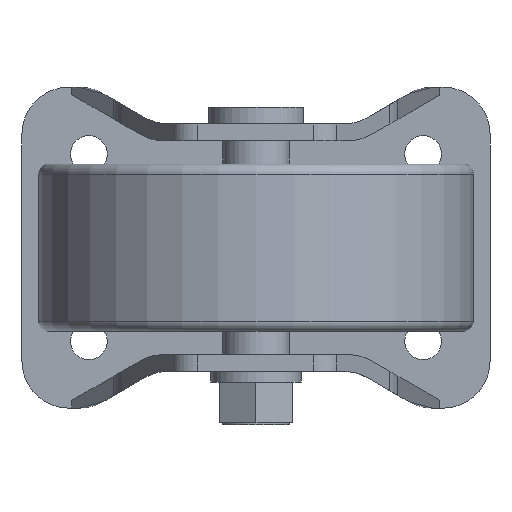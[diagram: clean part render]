
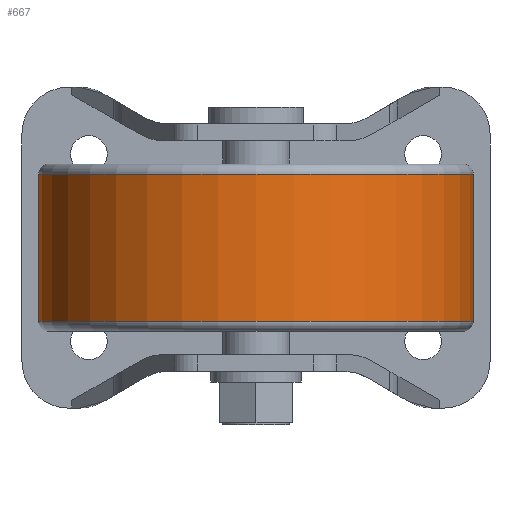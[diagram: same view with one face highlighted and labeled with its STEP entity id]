
A CAD part, front view. The second image highlights one B-rep face of the part: STEP entity #667.
In plain terms, the highlighted cylindrical face has radius 65 mm (diameter 130 mm), a partial arc.
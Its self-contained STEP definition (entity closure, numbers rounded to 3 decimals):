
#3 = CIRCLE ( 'NONE', #8, 65. ) ;
#8 = AXIS2_PLACEMENT_3D ( 'NONE', #1232, #1186, #1225 ) ;
#49 = AXIS2_PLACEMENT_3D ( 'NONE', #206, #207, #268 ) ;
#99 = VECTOR ( 'NONE', #1267, 1000. ) ;
#100 = VECTOR ( 'NONE', #1196, 1000. ) ;
#206 = CARTESIAN_POINT ( 'NONE',  ( 0., -112., 25. ) ) ;
#207 = DIRECTION ( 'NONE',  ( 0., 0., 1. ) ) ;
#268 = DIRECTION ( 'NONE',  ( 1., 0., 0. ) ) ;
#592 = EDGE_CURVE ( 'NONE', #2801, #2747, #3457, .T. ) ;
#612 = EDGE_CURVE ( 'NONE', #2801, #2798, #1795, .T. ) ;
#613 = EDGE_CURVE ( 'NONE', #2747, #2671, #1796, .T. ) ;
#630 = EDGE_CURVE ( 'NONE', #2798, #2671, #3, .T. ) ;
#667 = ADVANCED_FACE ( 'NONE', ( #1838 ), #1836, .T. ) ;
#1142 = CARTESIAN_POINT ( 'NONE',  ( 65., -112., 22. ) ) ;
#1186 = DIRECTION ( 'NONE',  ( 0., 0., 1. ) ) ;
#1196 = DIRECTION ( 'NONE',  ( 0., 0., 1. ) ) ;
#1225 = DIRECTION ( 'NONE',  ( 1., 0., 0. ) ) ;
#1232 = CARTESIAN_POINT ( 'NONE',  ( 0., -112., 22. ) ) ;
#1250 = CARTESIAN_POINT ( 'NONE',  ( 65., -112., 25. ) ) ;
#1257 = CARTESIAN_POINT ( 'NONE',  ( -65., -112., 25. ) ) ;
#1267 = DIRECTION ( 'NONE',  ( 0., 0., 1. ) ) ;
#1327 = ORIENTED_EDGE ( 'NONE', *, *, #613, .T. ) ;
#1329 = ORIENTED_EDGE ( 'NONE', *, *, #612, .F. ) ;
#1331 = ORIENTED_EDGE ( 'NONE', *, *, #592, .T. ) ;
#1335 = ORIENTED_EDGE ( 'NONE', *, *, #630, .F. ) ;
#1701 = EDGE_LOOP ( 'NONE', ( #1329, #1331, #1327, #1335 ) ) ;
#1795 = LINE ( 'NONE', #1257, #100 ) ;
#1796 = LINE ( 'NONE', #1250, #99 ) ;
#1836 = CYLINDRICAL_SURFACE ( 'NONE', #49, 65. ) ;
#1838 = FACE_OUTER_BOUND ( 'NONE', #1701, .T. ) ;
#2110 = DIRECTION ( 'NONE',  ( 1., 0., 0. ) ) ;
#2239 = CARTESIAN_POINT ( 'NONE',  ( 0., -112., -22. ) ) ;
#2243 = DIRECTION ( 'NONE',  ( 0., 0., 1. ) ) ;
#2426 = CARTESIAN_POINT ( 'NONE',  ( 65., -112., -22. ) ) ;
#2477 = CARTESIAN_POINT ( 'NONE',  ( -65., -112., 22. ) ) ;
#2480 = CARTESIAN_POINT ( 'NONE',  ( -65., -112., -22. ) ) ;
#2671 = VERTEX_POINT ( 'NONE', #1142 ) ;
#2747 = VERTEX_POINT ( 'NONE', #2426 ) ;
#2798 = VERTEX_POINT ( 'NONE', #2477 ) ;
#2801 = VERTEX_POINT ( 'NONE', #2480 ) ;
#3453 = AXIS2_PLACEMENT_3D ( 'NONE', #2239, #2243, #2110 ) ;
#3457 = CIRCLE ( 'NONE', #3453, 65. ) ;
